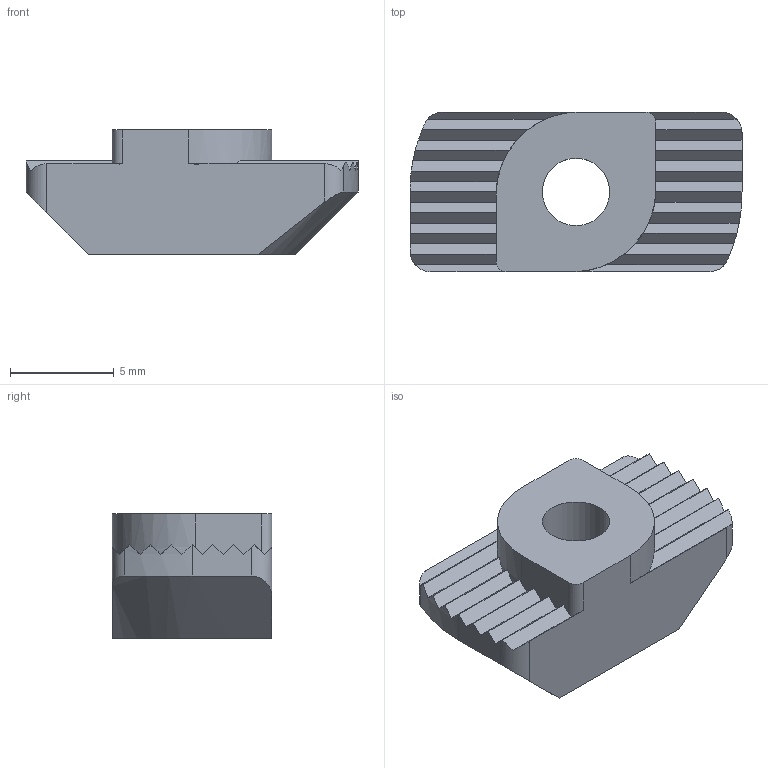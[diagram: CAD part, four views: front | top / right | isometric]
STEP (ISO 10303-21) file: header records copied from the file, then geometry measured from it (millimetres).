
FILE_DESCRIPTION(/* description */ (''),/* implementation_level */ '2;1');
FILE_NAME(/* name */ '1024832.stp',/* time_stamp */ '2024-07-23T12:25:32+02:00',/* author */ ('Bo'),/* organization */ (''),/* preprocessor_version */ 'ST-DEVELOPER v20',/* originating_system */ 'Autodesk Inventor 2025',/* authorisation */ ' ');
FILE_SCHEMA (('AUTOMOTIVE_DESIGN { 1 0 10303 214 3 1 1 }'));
Length unit declared in the file: millimetre
Products named in the file (1): 1024832
Bounding box: 16 x 7.7 x 6 mm (x, y, z)
Volume: 483 mm3; surface area: 504.1 mm2
Topology: 1 solids, 1 shells, 53 faces, 151 edges, 100 vertices
Faces by surface type: plane 40, cylinder 11, bspline 2
Full cylindrical faces by diameter (mm): 3.242 x1
Entity records: 1907 total; most frequent: CARTESIAN_POINT 441, ORIENTED_EDGE 302, DIRECTION 297, EDGE_CURVE 151, AXIS2_PLACEMENT_3D 104, VERTEX_POINT 100, LINE 89, VECTOR 89
